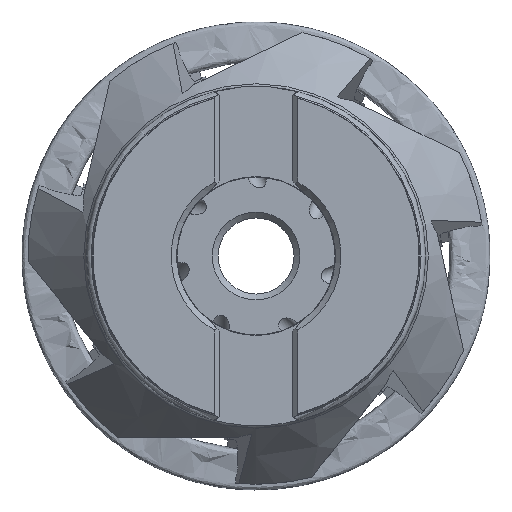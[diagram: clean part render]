
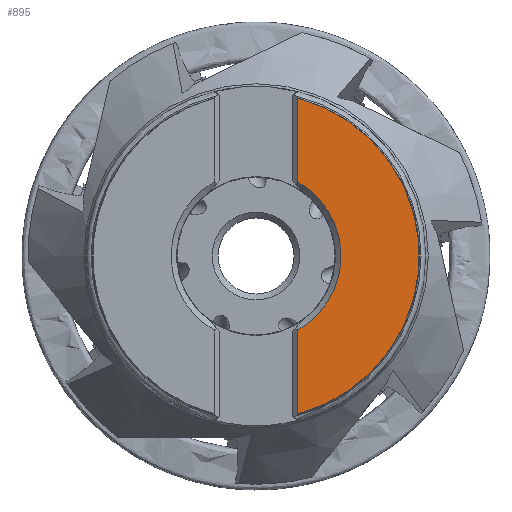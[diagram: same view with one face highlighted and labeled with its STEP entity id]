
A CAD part, left-side view. The second image highlights one B-rep face of the part: STEP entity #895.
In plain terms, the highlighted planar face has unit normal (-1, 0, 0).
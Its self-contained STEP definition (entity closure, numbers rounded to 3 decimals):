
#520 = ORIENTED_EDGE ( 'NONE', *, *, #4478, .T. ) ;
#588 = ORIENTED_EDGE ( 'NONE', *, *, #6205, .T. ) ;
#806 = VERTEX_POINT ( 'NONE', #7767 ) ;
#844 = CARTESIAN_POINT ( 'NONE',  ( -49.4, -7.15, -26.991 ) ) ;
#895 = ADVANCED_FACE ( 'NONE', ( #10371 ), #4151, .T. ) ;
#1002 = CARTESIAN_POINT ( 'NONE',  ( -49.4, -7.15, -12.643 ) ) ;
#1077 = LINE ( 'NONE', #4278, #9384 ) ;
#1411 = CARTESIAN_POINT ( 'NONE',  ( -49.4, 0., 0. ) ) ;
#1626 = AXIS2_PLACEMENT_3D ( 'NONE', #3793, #9418, #4601 ) ;
#2229 = DIRECTION ( 'NONE',  ( 0., 0., 1. ) ) ;
#2518 = VERTEX_POINT ( 'NONE', #3569 ) ;
#3569 = CARTESIAN_POINT ( 'NONE',  ( -49.4, -7.15, 12.643 ) ) ;
#3628 = LINE ( 'NONE', #7262, #5143 ) ;
#3793 = CARTESIAN_POINT ( 'NONE',  ( -49.4, 0., 0. ) ) ;
#4060 = DIRECTION ( 'NONE',  ( 0., 0., -1. ) ) ;
#4151 = PLANE ( 'NONE',  #5882 ) ;
#4278 = CARTESIAN_POINT ( 'NONE',  ( -49.4, -7.15, 33.15 ) ) ;
#4478 = EDGE_CURVE ( 'NONE', #806, #2518, #3628, .T. ) ;
#4601 = DIRECTION ( 'NONE',  ( 0., 0., 1. ) ) ;
#5080 = DIRECTION ( 'NONE',  ( 0., 0., -1. ) ) ;
#5143 = VECTOR ( 'NONE', #4060, 1000. ) ;
#5611 = AXIS2_PLACEMENT_3D ( 'NONE', #1411, #7063, #2229 ) ;
#5855 = EDGE_CURVE ( 'NONE', #806, #9268, #6894, .T. ) ;
#5882 = AXIS2_PLACEMENT_3D ( 'NONE', #7393, #8289, #6498 ) ;
#6133 = CIRCLE ( 'NONE', #1626, 14.525 ) ;
#6205 = EDGE_CURVE ( 'NONE', #2518, #10307, #6133, .T. ) ;
#6257 = ORIENTED_EDGE ( 'NONE', *, *, #8168, .T. ) ;
#6498 = DIRECTION ( 'NONE',  ( 0., 0., 1. ) ) ;
#6894 = CIRCLE ( 'NONE', #5611, 27.922 ) ;
#7063 = DIRECTION ( 'NONE',  ( 1., 0., 0. ) ) ;
#7262 = CARTESIAN_POINT ( 'NONE',  ( -49.4, -7.15, 33.15 ) ) ;
#7393 = CARTESIAN_POINT ( 'NONE',  ( -49.4, 0., 0. ) ) ;
#7767 = CARTESIAN_POINT ( 'NONE',  ( -49.4, -7.15, 26.991 ) ) ;
#8168 = EDGE_CURVE ( 'NONE', #10307, #9268, #1077, .T. ) ;
#8289 = DIRECTION ( 'NONE',  ( -1., 0., 0. ) ) ;
#8303 = EDGE_LOOP ( 'NONE', ( #6257, #9568, #520, #588 ) ) ;
#9268 = VERTEX_POINT ( 'NONE', #844 ) ;
#9384 = VECTOR ( 'NONE', #5080, 1000. ) ;
#9418 = DIRECTION ( 'NONE',  ( 1., 0., 0. ) ) ;
#9568 = ORIENTED_EDGE ( 'NONE', *, *, #5855, .F. ) ;
#10307 = VERTEX_POINT ( 'NONE', #1002 ) ;
#10371 = FACE_OUTER_BOUND ( 'NONE', #8303, .T. ) ;
